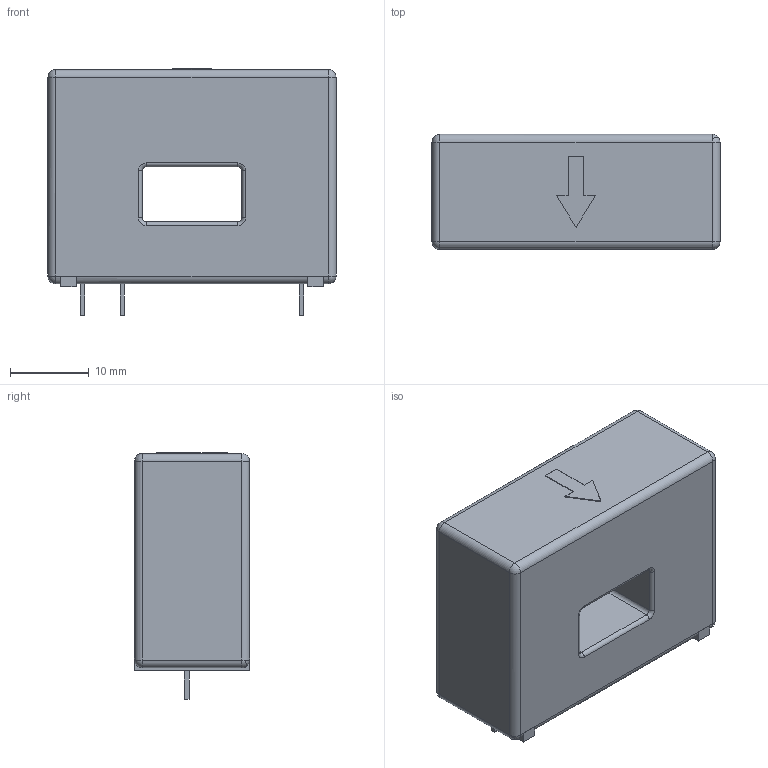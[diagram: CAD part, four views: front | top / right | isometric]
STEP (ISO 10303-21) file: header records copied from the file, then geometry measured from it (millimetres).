
FILE_DESCRIPTION((''),'2;1');
FILE_NAME('SENS_LEM_LA 100-P-SP13.stp','2013-04-30T11:28:38',(''),(''),'Mechanical Desktop 2011','Mechanical Desktop 2011',', , ');
FILE_SCHEMA(('AUTOMOTIVE_DESIGN { 1 2 10303 214 1 1 1 1 }'));
Length unit declared in the file: millimetre
Products named in the file (1): Product
Bounding box: 36.7 x 14.65 x 31.4 mm (x, y, z)
Volume: 13396.6 mm3; surface area: 4397.4 mm2
Topology: 7 solids, 7 shells, 91 faces, 197 edges, 116 vertices
Faces by surface type: plane 43, cylinder 24, sphere 10, torus 8, bspline 6
Entity records: 2464 total; most frequent: DIRECTION 429, CARTESIAN_POINT 419, ORIENTED_EDGE 386, EDGE_CURVE 193, AXIS2_PLACEMENT_3D 150, VECTOR 129, LINE 129, VERTEX_POINT 116
